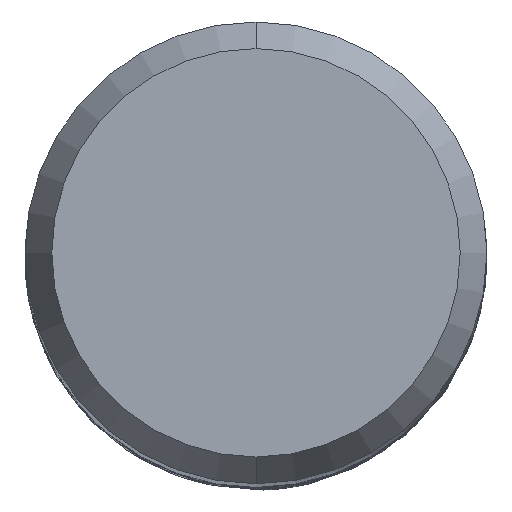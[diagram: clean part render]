
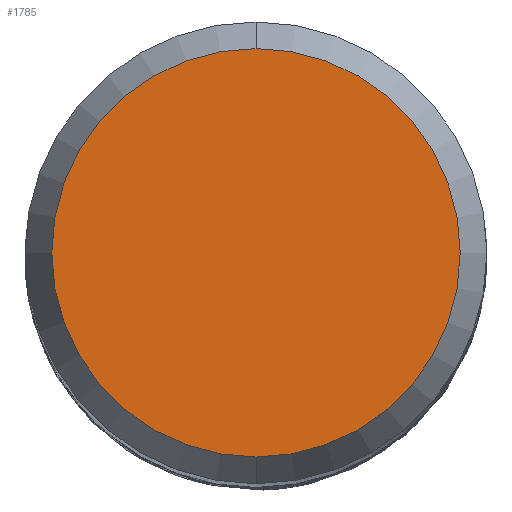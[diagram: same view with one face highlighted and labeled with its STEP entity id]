
A CAD part, top view. The second image highlights one B-rep face of the part: STEP entity #1785.
In plain terms, the highlighted planar face has unit normal (0, 0, 1).
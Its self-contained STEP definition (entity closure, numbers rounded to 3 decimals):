
#1013=EDGE_CURVE('',#1213,#1035,#2259,.T.);
#1035=VERTEX_POINT('',#2283);
#1213=VERTEX_POINT('',#2476);
#1311=EDGE_CURVE('',#1035,#1213,#2585,.T.);
#1785=ADVANCED_FACE('',(#3102),#3103,.T.);
#2259=CIRCLE('',#7554,4.423);
#2283=CARTESIAN_POINT('',(0.0,4.423,0.0));
#2476=CARTESIAN_POINT('',(0.,-4.423,0.0));
#2585=CIRCLE('',#10884,4.423);
#3102=FACE_OUTER_BOUND('',#16492,.T.);
#3103=PLANE('',#16493);
#7554=AXIS2_PLACEMENT_3D('',#17309,#17310,#17311);
#10884=AXIS2_PLACEMENT_3D('',#17612,#17613,#17614);
#16492=EDGE_LOOP('',(#18158,#18159));
#16493=AXIS2_PLACEMENT_3D('',#18160,#18161,#18162);
#17309=CARTESIAN_POINT('',(0.0,0.0,0.0));
#17310=DIRECTION('',(0.0,0.0,-1.0));
#17311=DIRECTION('',(0.0,1.0,0.0));
#17612=CARTESIAN_POINT('',(0.0,0.0,0.0));
#17613=DIRECTION('',(0.0,0.0,-1.0));
#17614=DIRECTION('',(0.0,1.0,0.0));
#18158=ORIENTED_EDGE('',*,*,#1311,.F.);
#18159=ORIENTED_EDGE('',*,*,#1013,.F.);
#18160=CARTESIAN_POINT('',(0.0,2.211,0.0));
#18161=DIRECTION('',(-0.0,0.0,1.0));
#18162=DIRECTION('',(0.0,-1.0,0.0));
